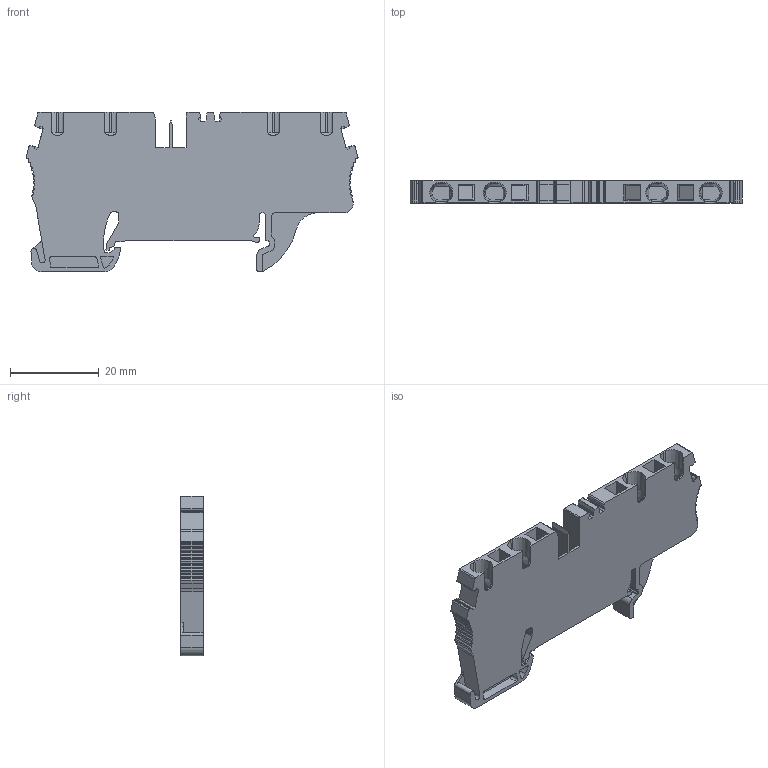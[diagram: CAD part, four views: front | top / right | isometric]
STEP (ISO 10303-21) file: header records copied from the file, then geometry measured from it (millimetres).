
FILE_DESCRIPTION(/* description */ ('Unknown'),/* implementation_level */ '2;1');
FILE_NAME(/* name */ 'SQ2_5-2X2_3D_SOLID',/* time_stamp */ '2021-04-23T16:43:05+05:00',/* author */ ('Unknown'),/* organization */ ('Unknown'),/* preprocessor_version */ 'ST-DEVELOPER v16.7',/* originating_system */ 'DEX',/* authorisation */ $);
FILE_SCHEMA (('AUTOMOTIVE_DESIGN {1 0 10303 214 3 1 1}'));
Length unit declared in the file: millimetre
Products named in the file (1): SQ2.5-2X2_3D_SOLID
Bounding box: 74.74 x 5 x 36 mm (x, y, z)
Volume: 8347.8 mm3; surface area: 7451 mm2
Topology: 1 solids, 2 shells, 386 faces, 1166 edges, 790 vertices
Faces by surface type: plane 208, cylinder 162, cone 8, bspline 8
Entity records: 13613 total; most frequent: CARTESIAN_POINT 2887, ORIENTED_EDGE 2332, DIRECTION 2205, EDGE_CURVE 1166, VERTEX_POINT 790, LINE 745, VECTOR 745, AXIS2_PLACEMENT_3D 730
